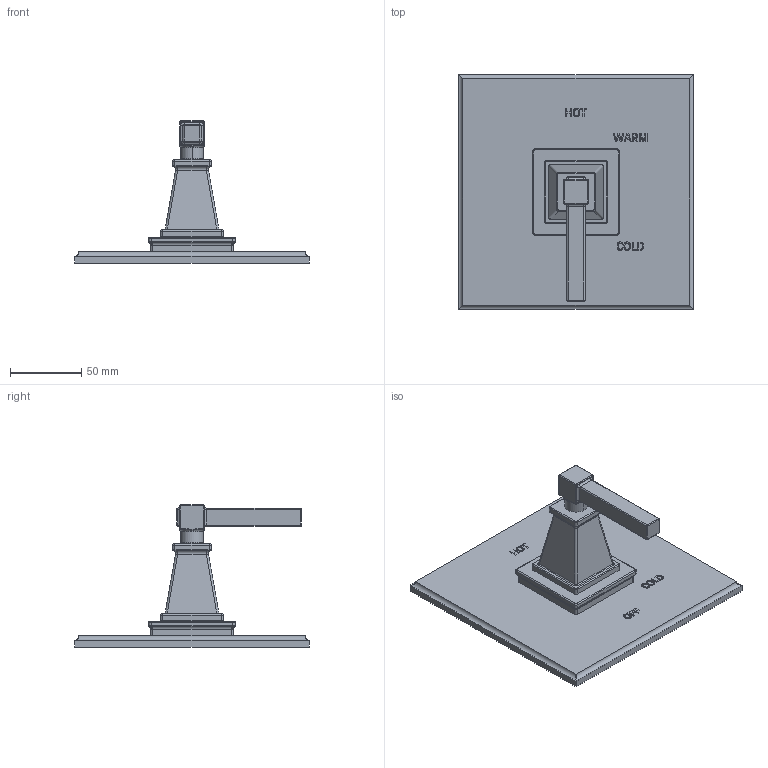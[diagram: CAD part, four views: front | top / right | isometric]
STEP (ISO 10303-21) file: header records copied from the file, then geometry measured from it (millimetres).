
FILE_DESCRIPTION((''),'2;1');
FILE_NAME('4-3144BP','2021-06-07T11:44:57',('jinson.thomas'),(''),'CREO PARAMETRIC BY PTC INC, 2018400','CREO PARAMETRIC BY PTC INC, 2018400','');
FILE_SCHEMA(('CONFIG_CONTROL_DESIGN'));
Length unit declared in the file: inch
Products named in the file (1): 4-3144BP
Bounding box: 165.1 x 165.1 x 100.11 mm (x, y, z)
Volume: 321696 mm3; surface area: 74062.2 mm2
Topology: 1 solids, 1 shells, 447 faces, 1096 edges, 675 vertices
Faces by surface type: plane 171, cylinder 100, extrusion 80, bspline 69, torus 15, sphere 12
Entity records: 15587 total; most frequent: CARTESIAN_POINT 5718, ORIENTED_EDGE 2184, DIRECTION 1725, EDGE_CURVE 1092, VERTEX_POINT 675, VECTOR 671, LINE 591, AXIS2_PLACEMENT_3D 527
